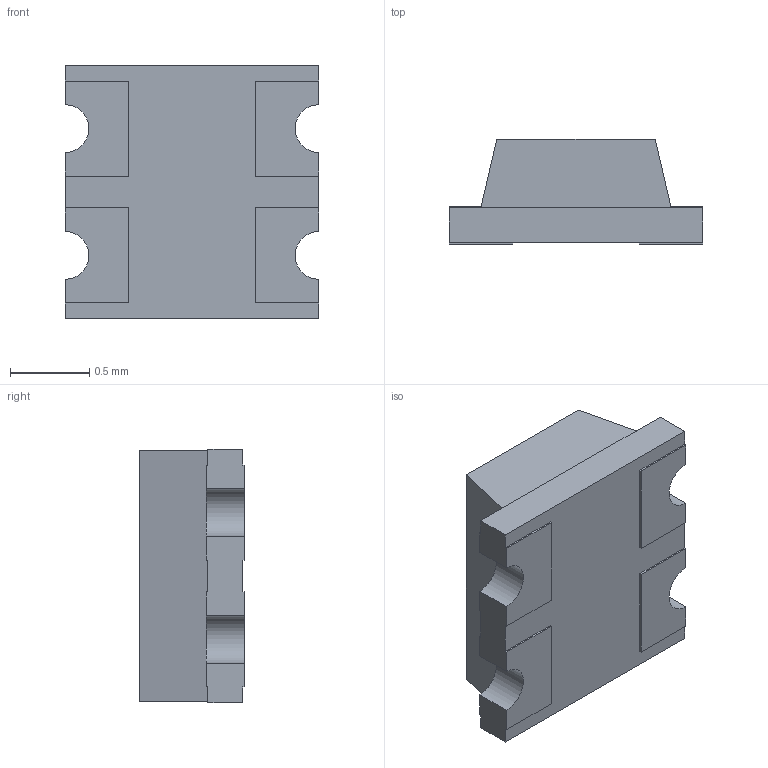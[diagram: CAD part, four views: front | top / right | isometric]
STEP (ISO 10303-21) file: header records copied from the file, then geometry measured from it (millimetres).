
FILE_DESCRIPTION((''),'2;1');
FILE_NAME('OSRB0603C1C','2019-08-25T',('Dragos'),(''),'PRO/ENGINEER BY PARAMETRIC TECHNOLOGY CORPORATION, 2004440','PRO/ENGINEER BY PARAMETRIC TECHNOLOGY CORPORATION, 2004440','');
FILE_SCHEMA(('AUTOMOTIVE_DESIGN { 1 0 10303 214 1 1 1 1 }'));
Length unit declared in the file: millimetre
Products named in the file (1): OSRB0603C1C
Bounding box: 1.6 x 0.66 x 1.6 mm (x, y, z)
Volume: 1.3 mm3; surface area: 8.6 mm2
Topology: 1 solids, 1 shells, 57 faces, 159 edges, 110 vertices
Faces by surface type: plane 51, cylinder 6
Entity records: 2838 total; most frequent: CARTESIAN_POINT 318, ORIENTED_EDGE 308, DIRECTION 287, PRESENTATION_STYLE_ASSIGNMENT 201, STYLED_ITEM 161, CURVE_STYLE 160, EDGE_CURVE 154, VECTOR 147
